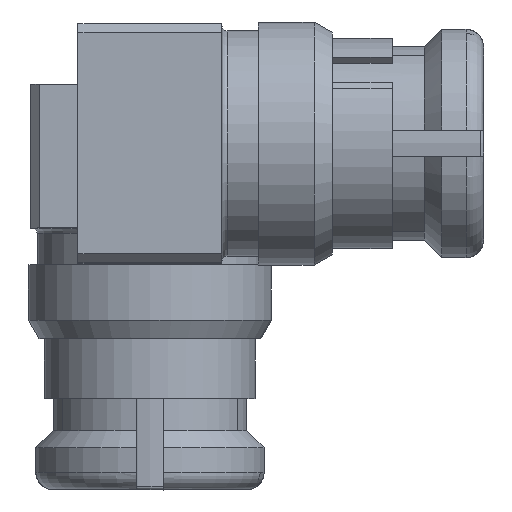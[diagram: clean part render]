
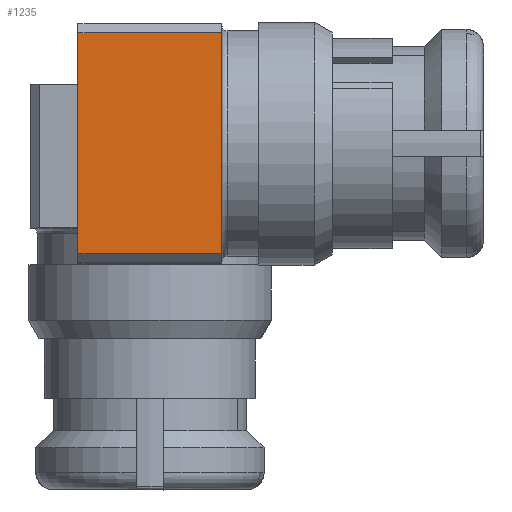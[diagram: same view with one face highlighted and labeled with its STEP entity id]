
A CAD part, top view. The second image highlights one B-rep face of the part: STEP entity #1235.
In plain terms, the highlighted face is planar.
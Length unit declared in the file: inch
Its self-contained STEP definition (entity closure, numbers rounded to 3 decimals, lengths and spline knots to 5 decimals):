
#128 = EDGE_CURVE ( 'NONE', #2076, #1246, #1119, .T. ) ;
#173 = DIRECTION ( 'NONE',  ( 1., 0., 0. ) ) ;
#200 = LINE ( 'NONE', #676, #1033 ) ;
#260 = ORIENTED_EDGE ( 'NONE', *, *, #2825, .T. ) ;
#334 = ORIENTED_EDGE ( 'NONE', *, *, #2236, .T. ) ;
#411 = DIRECTION ( 'NONE',  ( 0., 0., -1. ) ) ;
#586 = AXIS2_PLACEMENT_3D ( 'NONE', #2371, #1086, #869 ) ;
#676 = CARTESIAN_POINT ( 'NONE',  ( 0.231, 0.068, -0.068 ) ) ;
#809 = CARTESIAN_POINT ( 'NONE',  ( 0.149, 0.068, -0.063 ) ) ;
#856 = ORIENTED_EDGE ( 'NONE', *, *, #128, .F. ) ;
#869 = DIRECTION ( 'NONE',  ( 0., 0., -1. ) ) ;
#941 = DIRECTION ( 'NONE',  ( 0., 0., -1. ) ) ;
#1020 = VERTEX_POINT ( 'NONE', #2661 ) ;
#1033 = VECTOR ( 'NONE', #941, 39.37008 ) ;
#1086 = DIRECTION ( 'NONE',  ( 0., -1., 0. ) ) ;
#1119 = LINE ( 'NONE', #2605, #1492 ) ;
#1122 = VERTEX_POINT ( 'NONE', #1752 ) ;
#1235 = ADVANCED_FACE ( 'NONE', ( #2123 ), #1850, .F. ) ;
#1246 = VERTEX_POINT ( 'NONE', #809 ) ;
#1323 = CARTESIAN_POINT ( 'NONE',  ( 0.149, 0.068, 0.063 ) ) ;
#1356 = LINE ( 'NONE', #3146, #2544 ) ;
#1492 = VECTOR ( 'NONE', #411, 39.37008 ) ;
#1665 = LINE ( 'NONE', #2414, #2183 ) ;
#1752 = CARTESIAN_POINT ( 'NONE',  ( 0.231, 0.068, 0.063 ) ) ;
#1850 = PLANE ( 'NONE',  #586 ) ;
#2076 = VERTEX_POINT ( 'NONE', #1323 ) ;
#2123 = FACE_OUTER_BOUND ( 'NONE', #3142, .T. ) ;
#2183 = VECTOR ( 'NONE', #173, 39.37008 ) ;
#2236 = EDGE_CURVE ( 'NONE', #2076, #1122, #1665, .T. ) ;
#2298 = EDGE_CURVE ( 'NONE', #1020, #1246, #1356, .T. ) ;
#2371 = CARTESIAN_POINT ( 'NONE',  ( 0.149, 0.068, -0.068 ) ) ;
#2414 = CARTESIAN_POINT ( 'NONE',  ( 0.149, 0.068, 0.063 ) ) ;
#2544 = VECTOR ( 'NONE', #2882, 39.37008 ) ;
#2605 = CARTESIAN_POINT ( 'NONE',  ( 0.149, 0.068, -0.068 ) ) ;
#2661 = CARTESIAN_POINT ( 'NONE',  ( 0.231, 0.068, -0.063 ) ) ;
#2753 = ORIENTED_EDGE ( 'NONE', *, *, #2298, .T. ) ;
#2825 = EDGE_CURVE ( 'NONE', #1122, #1020, #200, .T. ) ;
#2882 = DIRECTION ( 'NONE',  ( -1., 0., 0. ) ) ;
#3142 = EDGE_LOOP ( 'NONE', ( #260, #2753, #856, #334 ) ) ;
#3146 = CARTESIAN_POINT ( 'NONE',  ( 0.149, 0.068, -0.063 ) ) ;
